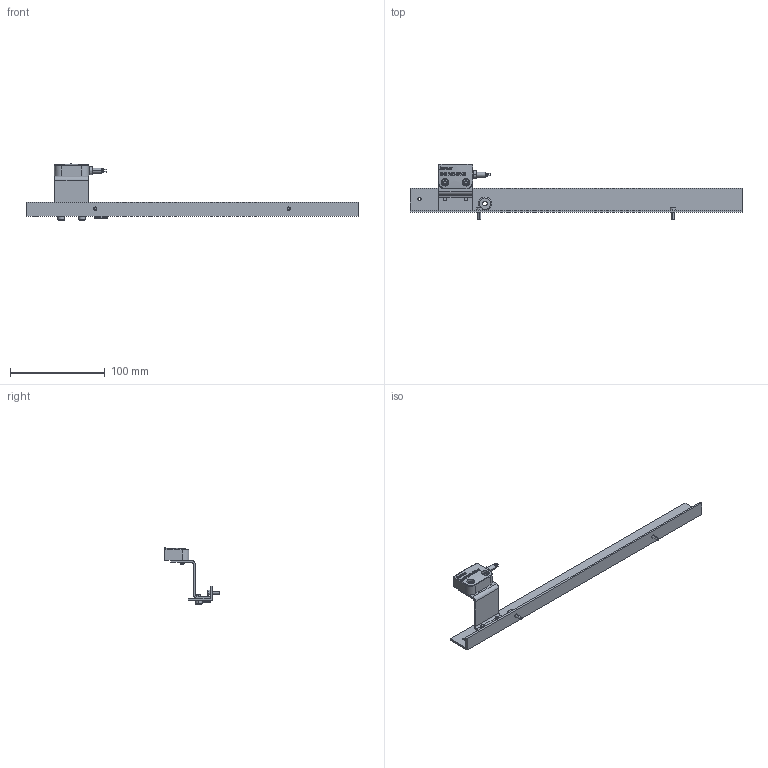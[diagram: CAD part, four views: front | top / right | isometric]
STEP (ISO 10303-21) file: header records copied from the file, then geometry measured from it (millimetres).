
FILE_DESCRIPTION (( 'STEP AP214' ), '1' );
FILE_NAME ('41558~0.STEP', '2017-11-27T07:54:45', ( '' ), ( '' ), 'SwSTEP 2.0', 'SolidWorks 2016', '' );
FILE_SCHEMA (( 'AUTOMOTIVE_DESIGN' ));
Length unit declared in the file: millimetre
Products named in the file (9): 41558~0; DIN912~n_M04,0x006; 41559~2_S; 39348~3_S; 36768~0; DIN912~n_M04,0x010; 41551~0_S; 8088~0_S; DIN912~n_M03,0x010
Assembly tree (11 placements, depth 3):
  41558~0
    41559~2_S
      39348~3_S
      8088~0_S
    41551~0_S
    36768~0
    DIN912~n_M04,0x006  x2
    DIN912~n_M04,0x010  x2
    DIN912~n_M03,0x010  x2
Bounding box: 350 x 58.5 x 59.1 mm (x, y, z)
Volume: 44508.4 mm3; surface area: 40535.2 mm2
Topology: 10 solids, 10 shells, 577 faces, 1435 edges, 936 vertices
Faces by surface type: cylinder 206, plane 187, bspline 137, cone 28, torus 15, sphere 4
Entity records: 21929 total; most frequent: CARTESIAN_POINT 10479, ORIENTED_EDGE 2444, DIRECTION 1966, EDGE_CURVE 1222, VERTEX_POINT 800, AXIS2_PLACEMENT_3D 716, EDGE_LOOP 570, VECTOR 534
